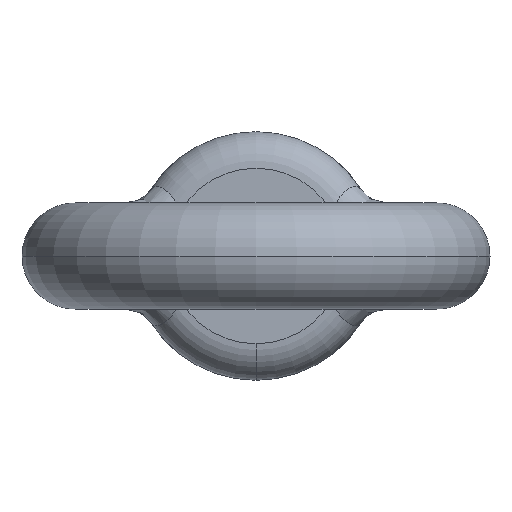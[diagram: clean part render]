
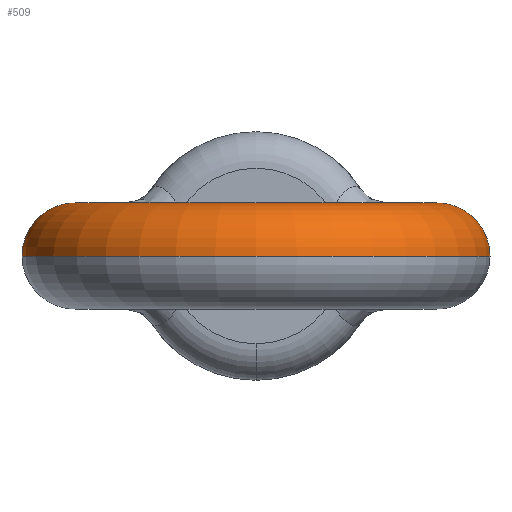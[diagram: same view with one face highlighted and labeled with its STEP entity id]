
A CAD part, front view. The second image highlights one B-rep face of the part: STEP entity #509.
In plain terms, the highlighted toroidal (fillet/blend) face has major radius 24.75 mm and minor radius 7.25 mm.
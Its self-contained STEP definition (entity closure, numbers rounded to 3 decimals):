
#17 = DIRECTION ( 'NONE',  ( 1., 0., 0. ) ) ;
#23 = AXIS2_PLACEMENT_3D ( 'NONE', #330, #697, #1588 ) ;
#134 = DIRECTION ( 'NONE',  ( 0., -1., 0. ) ) ;
#210 = ORIENTED_EDGE ( 'NONE', *, *, #2038, .T. ) ;
#305 = VERTEX_POINT ( 'NONE', #1004 ) ;
#330 = CARTESIAN_POINT ( 'NONE',  ( 0., -32., 0. ) ) ;
#362 = CARTESIAN_POINT ( 'NONE',  ( 24.75, -32., 0. ) ) ;
#378 = CARTESIAN_POINT ( 'NONE',  ( -24.75, -32., 0. ) ) ;
#465 = CIRCLE ( 'NONE', #1293, 7.25 ) ;
#505 = AXIS2_PLACEMENT_3D ( 'NONE', #362, #134, #1788 ) ;
#509 = ADVANCED_FACE ( 'NONE', ( #2065 ), #728, .T. ) ;
#557 = DIRECTION ( 'NONE',  ( -1., 0., 0. ) ) ;
#610 = VERTEX_POINT ( 'NONE', #920 ) ;
#667 = EDGE_CURVE ( 'NONE', #305, #1992, #465, .T. ) ;
#678 = CARTESIAN_POINT ( 'NONE',  ( 17.5, -32., 0. ) ) ;
#697 = DIRECTION ( 'NONE',  ( 0., 0., 1. ) ) ;
#728 = TOROIDAL_SURFACE ( 'NONE', #739, 24.75, 7.25 ) ;
#739 = AXIS2_PLACEMENT_3D ( 'NONE', #934, #1462, #17 ) ;
#815 = EDGE_LOOP ( 'NONE', ( #900, #1040, #210, #1025 ) ) ;
#884 = CIRCLE ( 'NONE', #23, 17.5 ) ;
#900 = ORIENTED_EDGE ( 'NONE', *, *, #667, .F. ) ;
#920 = CARTESIAN_POINT ( 'NONE',  ( 32., -32., 0. ) ) ;
#934 = CARTESIAN_POINT ( 'NONE',  ( 0., -32., 0. ) ) ;
#1004 = CARTESIAN_POINT ( 'NONE',  ( -32., -32., 0. ) ) ;
#1025 = ORIENTED_EDGE ( 'NONE', *, *, #2220, .F. ) ;
#1040 = ORIENTED_EDGE ( 'NONE', *, *, #1753, .T. ) ;
#1240 = DIRECTION ( 'NONE',  ( 1., 0., 0. ) ) ;
#1293 = AXIS2_PLACEMENT_3D ( 'NONE', #378, #1652, #557 ) ;
#1422 = CARTESIAN_POINT ( 'NONE',  ( 0., -32., 0. ) ) ;
#1462 = DIRECTION ( 'NONE',  ( 0., 0., 1. ) ) ;
#1574 = CIRCLE ( 'NONE', #505, 7.25 ) ;
#1588 = DIRECTION ( 'NONE',  ( 1., 0., 0. ) ) ;
#1617 = DIRECTION ( 'NONE',  ( 0., 0., 1. ) ) ;
#1652 = DIRECTION ( 'NONE',  ( 0., 1., 0. ) ) ;
#1753 = EDGE_CURVE ( 'NONE', #305, #610, #1838, .T. ) ;
#1788 = DIRECTION ( 'NONE',  ( 0., 0., -1. ) ) ;
#1838 = CIRCLE ( 'NONE', #2203, 32. ) ;
#1951 = CARTESIAN_POINT ( 'NONE',  ( -17.5, -32., 0. ) ) ;
#1963 = VERTEX_POINT ( 'NONE', #678 ) ;
#1992 = VERTEX_POINT ( 'NONE', #1951 ) ;
#2038 = EDGE_CURVE ( 'NONE', #610, #1963, #1574, .T. ) ;
#2065 = FACE_OUTER_BOUND ( 'NONE', #815, .T. ) ;
#2203 = AXIS2_PLACEMENT_3D ( 'NONE', #1422, #1617, #1240 ) ;
#2220 = EDGE_CURVE ( 'NONE', #1992, #1963, #884, .T. ) ;
